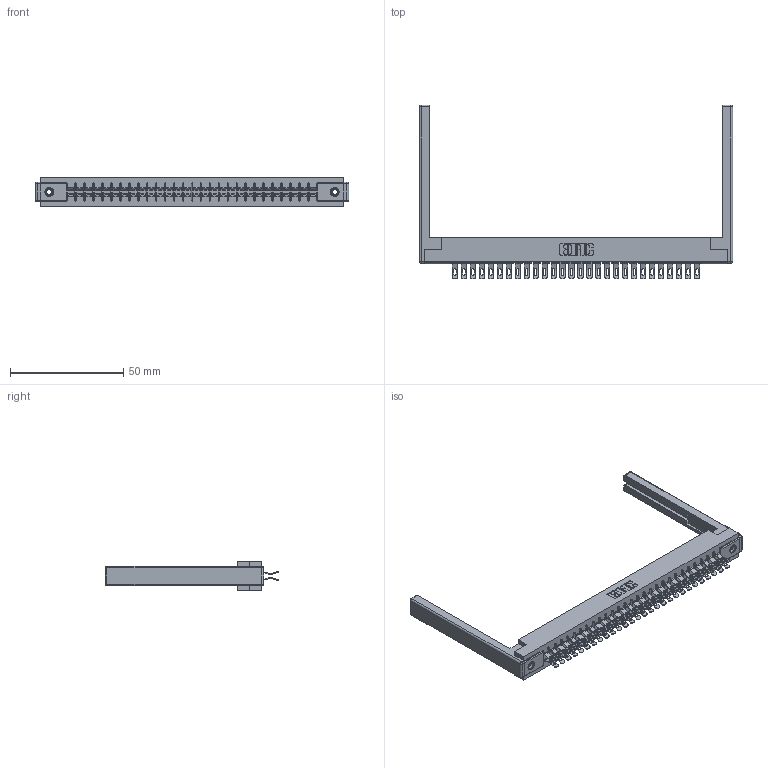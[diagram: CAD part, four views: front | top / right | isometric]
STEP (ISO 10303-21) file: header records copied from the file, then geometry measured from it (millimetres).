
FILE_DESCRIPTION (( 'STEP AP203' ), '1' );
FILE_NAME ('305-056-555-268.STEP', '2019-09-09T23:53:18', ( '' ), ( '' ), 'SwSTEP 2.0', 'SolidWorks 2016', '' );
FILE_SCHEMA (( 'CONFIG_CONTROL_DESIGN' ));
Length unit declared in the file: inch
Products named in the file (5): 305 Part_.156 Dia; 305-056-555-268; 305-290-001_555; 345-250-001_345-250-001-102; 307-220-068
Assembly tree (61 placements, depth 2):
  305-056-555-268
    305 Part_.156 Dia
    305-290-001_555  x56
    345-250-001_345-250-001-102  x2
    307-220-068  x2
Bounding box: 138.38 x 76.71 x 12.7 mm (x, y, z)
Volume: 18903.3 mm3; surface area: 23175.9 mm2
Topology: 61 solids, 61 shells, 3966 faces, 11766 edges, 7672 vertices
Faces by surface type: plane 1948, cylinder 1882, sphere 120, cone 12, torus 4
Entity records: 35404 total; most frequent: CARTESIAN_POINT 5849, ORIENTED_EDGE 5786, DIRECTION 5683, EDGE_CURVE 2893, LINE 2295, VECTOR 2295, VERTEX_POINT 1844, AXIS2_PLACEMENT_3D 1694
